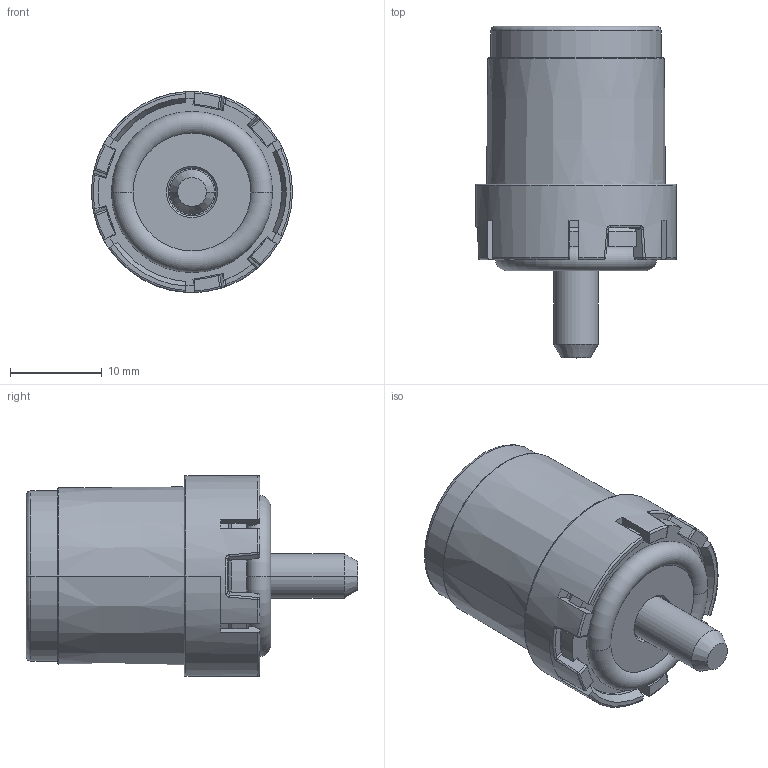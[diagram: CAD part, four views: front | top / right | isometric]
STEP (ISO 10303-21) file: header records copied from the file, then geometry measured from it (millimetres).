
FILE_DESCRIPTION((''),'2;1');
FILE_NAME('31088002502','2020-09-11T',('presta_be4'),(''),'CREO PARAMETRIC BY PTC INC, 2018360','CREO PARAMETRIC BY PTC INC, 2018360','');
FILE_SCHEMA(('CONFIG_CONTROL_DESIGN'));
Products named in the file (1): 31088002502
Bounding box: 21.95 x 36.24 x 21.95 mm (x, y, z)
Volume: 6549.1 mm3; surface area: 6799.2 mm2
Topology: 15 solids, 18 shells, 2447 faces, 5819 edges, 3465 vertices
Faces by surface type: plane 593, cylinder 552, torus 526, bspline 352, cone 338, sphere 86
Entity records: 91895 total; most frequent: CARTESIAN_POINT 37887, ORIENTED_EDGE 11634, DIRECTION 11030, EDGE_CURVE 5817, AXIS2_PLACEMENT_3D 4567, VERTEX_POINT 3465, EDGE_LOOP 2580, CIRCLE 2472
